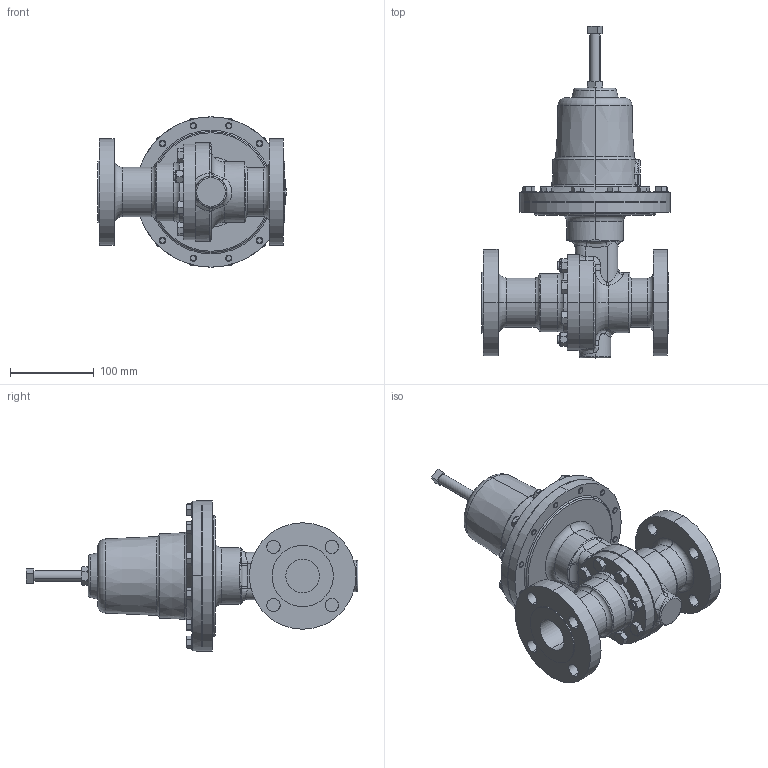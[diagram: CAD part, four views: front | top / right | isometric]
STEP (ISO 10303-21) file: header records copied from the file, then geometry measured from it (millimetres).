
FILE_DESCRIPTION (( 'STEP AP203' ), '1' );
FILE_NAME ('60-150-CS+S6-I5.STEP', '2017-07-20T14:29:07', ( '' ), ( '' ), 'SwSTEP 2.0', 'SolidWorks 2014', '' );
FILE_SCHEMA (( 'CONFIG_CONTROL_DESIGN' ));
Length unit declared in the file: inch
Products named in the file (2): 60-150-CS+S6-I5
Bounding box: 224.69 x 396.24 x 179.32 mm (x, y, z)
Volume: 2848325.2 mm3; surface area: 266504.8 mm2
Topology: 1 solids, 1 shells, 630 faces, 1450 edges, 874 vertices
Faces by surface type: plane 221, cone 185, cylinder 127, bspline 51, torus 44, sphere 2
Entity records: 22848 total; most frequent: CARTESIAN_POINT 8906, ORIENTED_EDGE 2900, DIRECTION 2831, EDGE_CURVE 1450, AXIS2_PLACEMENT_3D 1204, VERTEX_POINT 874, EDGE_LOOP 722, FACE_OUTER_BOUND 630
